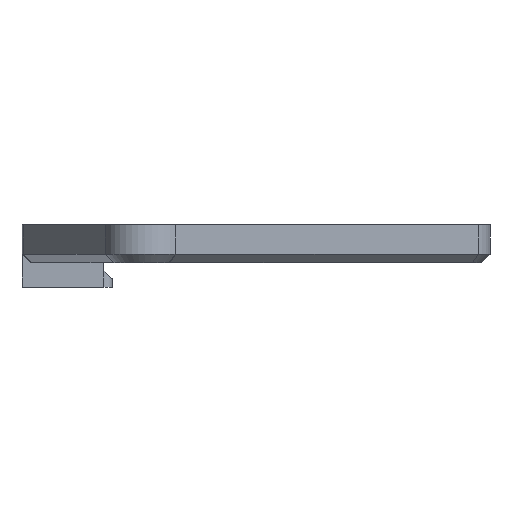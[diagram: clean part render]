
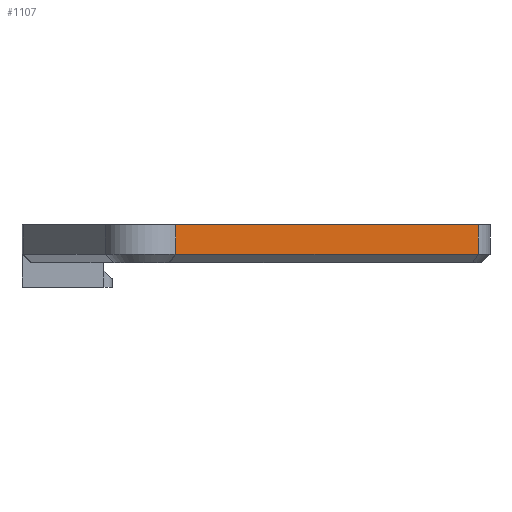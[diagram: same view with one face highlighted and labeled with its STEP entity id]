
A CAD part, front view. The second image highlights one B-rep face of the part: STEP entity #1107.
In plain terms, the highlighted planar face has unit normal (0.717, -0.697, 0).
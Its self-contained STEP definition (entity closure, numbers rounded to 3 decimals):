
#161=FACE_OUTER_BOUND('',#232,.T.);
#232=EDGE_LOOP('',(#974,#975,#976,#977));
#295=LINE('',#1757,#398);
#330=LINE('',#1873,#433);
#338=LINE('',#1893,#441);
#340=LINE('',#1896,#443);
#398=VECTOR('',#1411,10.);
#433=VECTOR('',#1532,10.);
#441=VECTOR('',#1554,10.);
#443=VECTOR('',#1558,10.);
#505=VERTEX_POINT('',#1751);
#506=VERTEX_POINT('',#1755);
#540=VERTEX_POINT('',#1870);
#541=VERTEX_POINT('',#1872);
#627=EDGE_CURVE('',#506,#505,#295,.T.);
#684=EDGE_CURVE('',#540,#541,#330,.T.);
#696=EDGE_CURVE('',#505,#540,#338,.T.);
#698=EDGE_CURVE('',#541,#506,#340,.T.);
#974=ORIENTED_EDGE('',*,*,#627,.F.);
#975=ORIENTED_EDGE('',*,*,#698,.F.);
#976=ORIENTED_EDGE('',*,*,#684,.F.);
#977=ORIENTED_EDGE('',*,*,#696,.F.);
#1049=PLANE('',#1242);
#1107=ADVANCED_FACE('',(#161),#1049,.T.);
#1242=AXIS2_PLACEMENT_3D('',#1897,#1559,#1560);
#1411=DIRECTION('',(-0.697,-0.717,0.));
#1532=DIRECTION('',(0.697,0.717,0.));
#1554=DIRECTION('',(0.,0.,1.));
#1558=DIRECTION('',(0.,0.,-1.));
#1559=DIRECTION('center_axis',(0.717,-0.697,0.));
#1560=DIRECTION('ref_axis',(-0.697,-0.717,0.));
#1751=CARTESIAN_POINT('',(-9.764,-16.687,7.5));
#1755=CARTESIAN_POINT('',(27.036,21.184,7.5));
#1757=CARTESIAN_POINT('',(13.191,6.936,7.5));
#1870=CARTESIAN_POINT('',(-9.764,-16.687,11.1));
#1872=CARTESIAN_POINT('',(27.036,21.184,11.1));
#1873=CARTESIAN_POINT('',(-9.809,-16.733,11.1));
#1893=CARTESIAN_POINT('',(-9.764,-16.687,11.1));
#1896=CARTESIAN_POINT('',(27.036,21.184,8.8));
#1897=CARTESIAN_POINT('Origin',(28.45,22.639,11.1));
